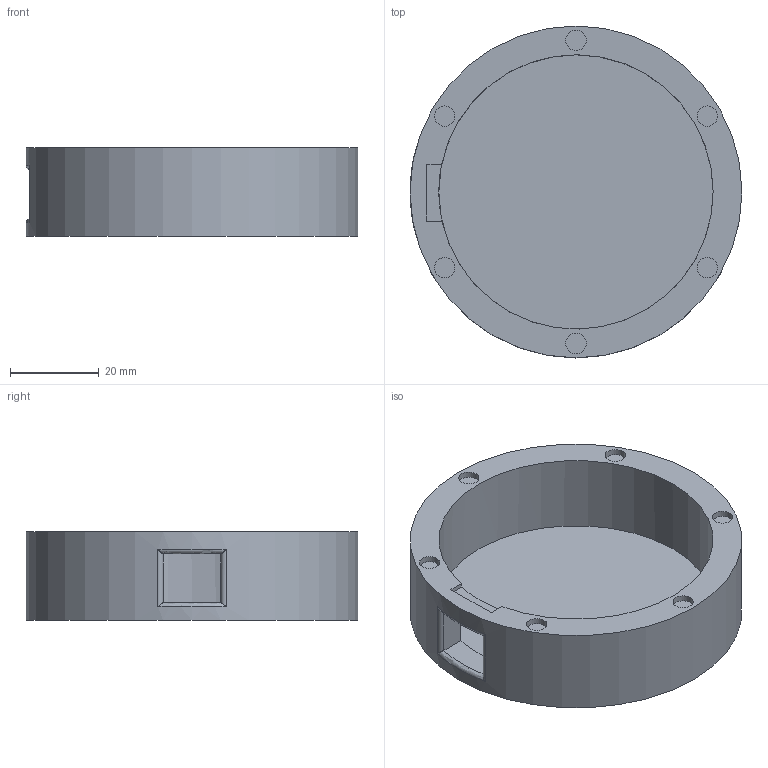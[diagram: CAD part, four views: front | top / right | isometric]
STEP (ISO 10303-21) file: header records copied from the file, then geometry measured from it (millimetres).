
FILE_DESCRIPTION(/* description */ (''),/* implementation_level */ '2;1');
FILE_NAME(/* name */ 'casev3 v10.step',/* time_stamp */ '2021-08-26T20:11:58-03:00',/* author */ (''),/* organization */ (''),/* preprocessor_version */ 'ST-DEVELOPER v18.1',/* originating_system */ 'Autodesk Translation Framework v10.9.0.1377',/* authorisation */ '');
FILE_SCHEMA (('AUTOMOTIVE_DESIGN { 1 0 10303 214 3 1 1 }'));
Length unit declared in the file: millimetre
Products named in the file (2): casev3; Base
Assembly tree (1 placements, depth 2):
  casev3
    Base
Bounding box: 75 x 75 x 20 mm (x, y, z)
Volume: 32887.7 mm3; surface area: 17185 mm2
Topology: 1 solids, 1 shells, 29 faces, 66 edges, 44 vertices
Faces by surface type: plane 17, cylinder 10, torus 2
Full cylindrical faces by diameter (mm): 4.6 x6, 62 x1, 75 x1
Entity records: 935 total; most frequent: CARTESIAN_POINT 196, DIRECTION 158, ORIENTED_EDGE 132, EDGE_CURVE 66, AXIS2_PLACEMENT_3D 64, VERTEX_POINT 44, EDGE_LOOP 36, CIRCLE 32
